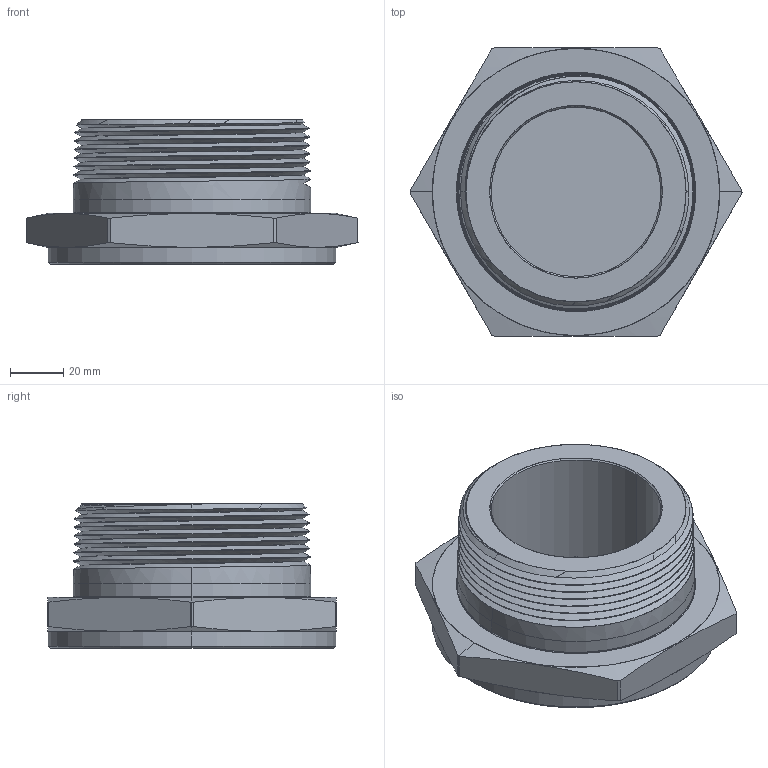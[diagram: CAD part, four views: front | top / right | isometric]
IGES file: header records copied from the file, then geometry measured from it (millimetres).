
Start section: SolidWorks IGES file using analytic representation for surfaces
Global section: file name: 403043.igs; native system: SolidWorks 2012; preprocessor: SolidWorks 2012; author: spencer; date: 130819.140202; units: inch
Bounding box: 124.14 x 107.95 x 54.1 mm (x, y, z)
Surface area: 53233.4 mm2 (no closed solid volume)
Topology: 0 solids, 0 shells, 65 faces, 1948 edges, 2107 vertices
Faces by surface type: revolution 43, bspline 22
